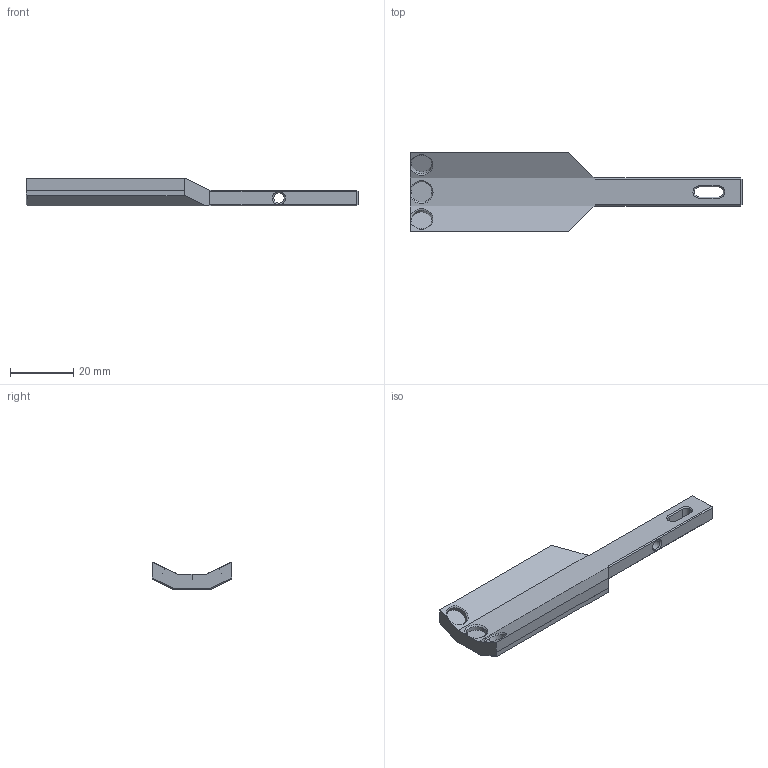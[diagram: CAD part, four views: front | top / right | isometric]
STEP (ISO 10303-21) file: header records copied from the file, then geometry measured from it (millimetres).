
FILE_DESCRIPTION (( 'STEP AP203' ), '1' );
FILE_NAME ('backfinger.STEP', '2020-02-07T08:45:38', ( '' ), ( '' ), 'SwSTEP 2.0', 'SolidWorks 2019', '' );
FILE_SCHEMA (( 'CONFIG_CONTROL_DESIGN' ));
Length unit declared in the file: millimetre
Products named in the file (1): backfinger
Bounding box: 105 x 25.27 x 8.85 mm (x, y, z)
Volume: 9133.5 mm3; surface area: 5307.7 mm2
Topology: 1 solids, 1 shells, 71 faces, 172 edges, 103 vertices
Faces by surface type: plane 44, cone 16, cylinder 11
Entity records: 2116 total; most frequent: DIRECTION 361, CARTESIAN_POINT 347, ORIENTED_EDGE 344, EDGE_CURVE 172, LINE 127, VECTOR 127, AXIS2_PLACEMENT_3D 117, VERTEX_POINT 103
